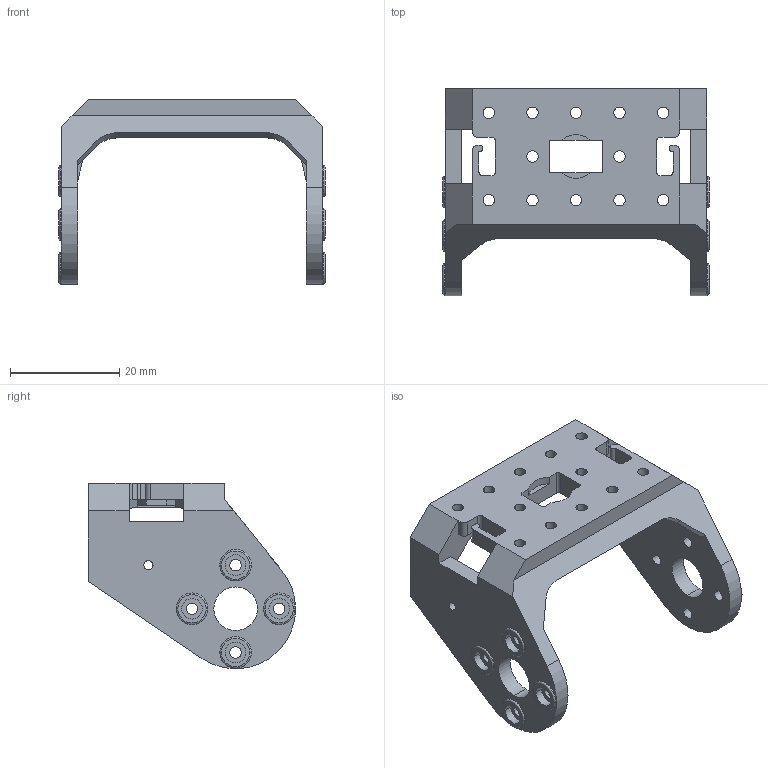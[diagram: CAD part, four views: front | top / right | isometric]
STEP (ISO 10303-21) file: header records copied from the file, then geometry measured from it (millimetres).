
FILE_DESCRIPTION((''),'2;1');
FILE_NAME('F1','2010-04-09T',('JANG WOOK'),(''),'PRO/ENGINEER BY PARAMETRIC TECHNOLOGY CORPORATION, 2009060','PRO/ENGINEER BY PARAMETRIC TECHNOLOGY CORPORATION, 2009060','');
FILE_SCHEMA(('CONFIG_CONTROL_DESIGN'));
Length unit declared in the file: millimetre
Products named in the file (1): F1
Bounding box: 48.8 x 38 x 33.97 mm (x, y, z)
Volume: 7960.1 mm3; surface area: 8095.5 mm2
Topology: 1 solids, 1 shells, 397 faces, 1111 edges, 734 vertices
Faces by surface type: plane 269, cylinder 112, torus 16
Entity records: 12871 total; most frequent: CARTESIAN_POINT 2262, ORIENTED_EDGE 2222, DIRECTION 2153, EDGE_CURVE 1111, VECTOR 847, LINE 847, VERTEX_POINT 734, AXIS2_PLACEMENT_3D 653
